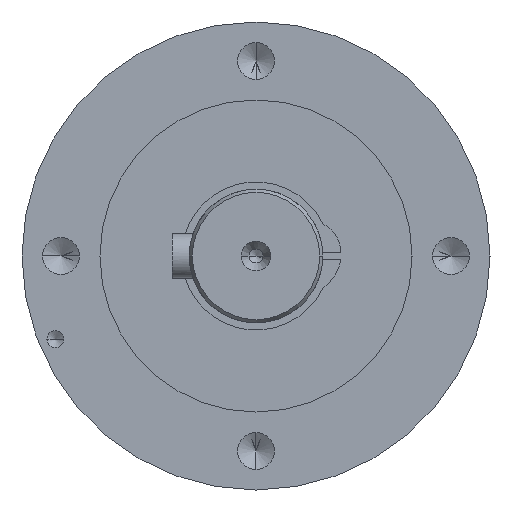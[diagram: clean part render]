
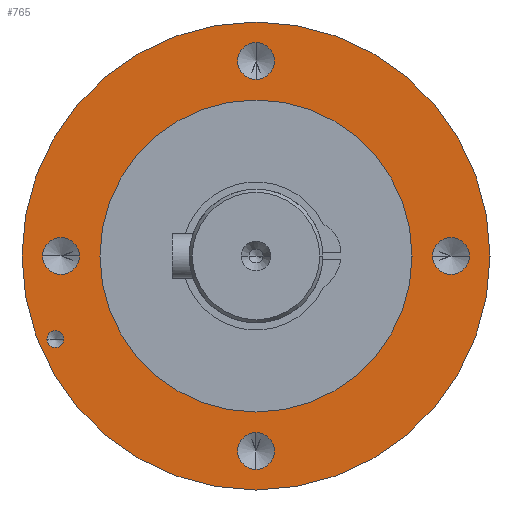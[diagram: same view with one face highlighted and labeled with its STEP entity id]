
A CAD part, left-side view. The second image highlights one B-rep face of the part: STEP entity #765.
In plain terms, the highlighted planar face has unit normal (-1, 0, 0).
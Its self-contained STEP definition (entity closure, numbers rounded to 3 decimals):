
#1=CARTESIAN_POINT('',(0.,0.,0.));
#2=DIRECTION('',(-1.,0.,0.));
#3=DIRECTION('',(0.,1.,0.));
#4=AXIS2_PLACEMENT_3D('',#1,#2,#3);
#6=CARTESIAN_POINT('',(0.,0.,0.));
#7=DIRECTION('',(1.,0.,0.));
#8=DIRECTION('',(0.,1.,0.));
#9=AXIS2_PLACEMENT_3D('',#6,#7,#8);
#11=CARTESIAN_POINT('',(0.,17.5,0.));
#12=DIRECTION('',(-1.,0.,0.));
#13=DIRECTION('',(0.,1.,0.));
#14=AXIS2_PLACEMENT_3D('',#11,#12,#13);
#16=CARTESIAN_POINT('',(0.,17.5,0.));
#17=DIRECTION('',(-1.,0.,0.));
#18=DIRECTION('',(0.,-1.,0.));
#19=AXIS2_PLACEMENT_3D('',#16,#17,#18);
#21=CARTESIAN_POINT('',(0.,0.,17.5));
#22=DIRECTION('',(-1.,0.,0.));
#23=DIRECTION('',(0.,0.,1.));
#24=AXIS2_PLACEMENT_3D('',#21,#22,#23);
#26=CARTESIAN_POINT('',(0.,0.,17.5));
#27=DIRECTION('',(-1.,0.,0.));
#28=DIRECTION('',(0.,0.,-1.));
#29=AXIS2_PLACEMENT_3D('',#26,#27,#28);
#31=CARTESIAN_POINT('',(0.,-17.5,0.));
#32=DIRECTION('',(-1.,0.,0.));
#33=DIRECTION('',(0.,-1.,0.));
#34=AXIS2_PLACEMENT_3D('',#31,#32,#33);
#36=CARTESIAN_POINT('',(0.,-17.5,0.));
#37=DIRECTION('',(-1.,0.,0.));
#38=DIRECTION('',(0.,1.,0.));
#39=AXIS2_PLACEMENT_3D('',#36,#37,#38);
#41=CARTESIAN_POINT('',(0.,0.,-17.5));
#42=DIRECTION('',(-1.,0.,0.));
#43=DIRECTION('',(0.,0.,-1.));
#44=AXIS2_PLACEMENT_3D('',#41,#42,#43);
#46=CARTESIAN_POINT('',(0.,0.,-17.5));
#47=DIRECTION('',(-1.,0.,0.));
#48=DIRECTION('',(0.,0.,1.));
#49=AXIS2_PLACEMENT_3D('',#46,#47,#48);
#51=CARTESIAN_POINT('',(0.,18.016,-7.462));
#52=DIRECTION('',(-1.,0.,0.));
#53=DIRECTION('',(0.,1.,0.));
#54=AXIS2_PLACEMENT_3D('',#51,#52,#53);
#56=CARTESIAN_POINT('',(0.,18.016,-7.462));
#57=DIRECTION('',(-1.,0.,0.));
#58=DIRECTION('',(0.,-1.,0.));
#59=AXIS2_PLACEMENT_3D('',#56,#57,#58);
#61=CARTESIAN_POINT('',(0.,0.,0.));
#62=DIRECTION('',(1.,0.,0.));
#63=DIRECTION('',(0.,1.,0.));
#64=AXIS2_PLACEMENT_3D('',#61,#62,#63);
#74=CARTESIAN_POINT('',(0.,0.,0.));
#75=DIRECTION('',(-1.,0.,0.));
#76=DIRECTION('',(0.,1.,0.));
#77=AXIS2_PLACEMENT_3D('',#74,#75,#76);
#571=CARTESIAN_POINT('',(0.,14.,0.));
#573=VERTEX_POINT('',#571);
#575=CARTESIAN_POINT('',(0.,-14.,0.));
#577=VERTEX_POINT('',#575);
#597=CARTESIAN_POINT('',(0.,19.15,0.));
#598=CARTESIAN_POINT('',(0.,15.85,0.));
#599=VERTEX_POINT('',#597);
#600=VERTEX_POINT('',#598);
#607=CARTESIAN_POINT('',(0.,0.,19.15));
#608=CARTESIAN_POINT('',(0.,0.,15.85));
#609=VERTEX_POINT('',#607);
#610=VERTEX_POINT('',#608);
#617=CARTESIAN_POINT('',(0.,-19.15,0.));
#618=CARTESIAN_POINT('',(0.,-15.85,0.));
#619=VERTEX_POINT('',#617);
#620=VERTEX_POINT('',#618);
#627=CARTESIAN_POINT('',(0.,0.,-19.15));
#628=CARTESIAN_POINT('',(0.,0.,-15.85));
#629=VERTEX_POINT('',#627);
#630=VERTEX_POINT('',#628);
#674=CARTESIAN_POINT('',(0.,21.,0.));
#675=CARTESIAN_POINT('',(0.,-21.,0.));
#676=VERTEX_POINT('',#674);
#677=VERTEX_POINT('',#675);
#706=CARTESIAN_POINT('',(0.,18.766,-7.462));
#707=CARTESIAN_POINT('',(0.,17.266,-7.462));
#708=VERTEX_POINT('',#706);
#709=VERTEX_POINT('',#707);
#718=CARTESIAN_POINT('',(0.,0.,0.));
#719=DIRECTION('',(1.,0.,0.));
#720=DIRECTION('',(0.,-1.,0.));
#721=AXIS2_PLACEMENT_3D('',#718,#719,#720);
#722=PLANE('',#721);
#724=ORIENTED_EDGE('',*,*,#723,.F.);
#726=ORIENTED_EDGE('',*,*,#725,.T.);
#727=EDGE_LOOP('',(#724,#726));
#728=FACE_OUTER_BOUND('',#727,.F.);
#730=ORIENTED_EDGE('',*,*,#729,.F.);
#732=ORIENTED_EDGE('',*,*,#731,.T.);
#733=EDGE_LOOP('',(#730,#732));
#734=FACE_BOUND('',#733,.F.);
#736=ORIENTED_EDGE('',*,*,#735,.T.);
#738=ORIENTED_EDGE('',*,*,#737,.T.);
#739=EDGE_LOOP('',(#736,#738));
#740=FACE_BOUND('',#739,.F.);
#742=ORIENTED_EDGE('',*,*,#741,.T.);
#744=ORIENTED_EDGE('',*,*,#743,.T.);
#745=EDGE_LOOP('',(#742,#744));
#746=FACE_BOUND('',#745,.F.);
#748=ORIENTED_EDGE('',*,*,#747,.T.);
#750=ORIENTED_EDGE('',*,*,#749,.T.);
#751=EDGE_LOOP('',(#748,#750));
#752=FACE_BOUND('',#751,.F.);
#754=ORIENTED_EDGE('',*,*,#753,.T.);
#756=ORIENTED_EDGE('',*,*,#755,.T.);
#757=EDGE_LOOP('',(#754,#756));
#758=FACE_BOUND('',#757,.F.);
#760=ORIENTED_EDGE('',*,*,#759,.T.);
#762=ORIENTED_EDGE('',*,*,#761,.T.);
#763=EDGE_LOOP('',(#760,#762));
#764=FACE_BOUND('',#763,.F.);
#5=CIRCLE('',#4,21.);
#10=CIRCLE('',#9,21.);
#15=CIRCLE('',#14,1.65);
#20=CIRCLE('',#19,1.65);
#25=CIRCLE('',#24,1.65);
#30=CIRCLE('',#29,1.65);
#35=CIRCLE('',#34,1.65);
#40=CIRCLE('',#39,1.65);
#45=CIRCLE('',#44,1.65);
#50=CIRCLE('',#49,1.65);
#55=CIRCLE('',#54,0.75);
#60=CIRCLE('',#59,0.75);
#65=CIRCLE('',#64,14.);
#78=CIRCLE('',#77,14.);
#723=EDGE_CURVE('',#676,#677,#5,.T.);
#725=EDGE_CURVE('',#676,#677,#10,.T.);
#729=EDGE_CURVE('',#573,#577,#65,.T.);
#731=EDGE_CURVE('',#573,#577,#78,.T.);
#735=EDGE_CURVE('',#599,#600,#15,.T.);
#737=EDGE_CURVE('',#600,#599,#20,.T.);
#741=EDGE_CURVE('',#609,#610,#25,.T.);
#743=EDGE_CURVE('',#610,#609,#30,.T.);
#747=EDGE_CURVE('',#619,#620,#35,.T.);
#749=EDGE_CURVE('',#620,#619,#40,.T.);
#753=EDGE_CURVE('',#629,#630,#45,.T.);
#755=EDGE_CURVE('',#630,#629,#50,.T.);
#759=EDGE_CURVE('',#708,#709,#55,.T.);
#761=EDGE_CURVE('',#709,#708,#60,.T.);
#765=ADVANCED_FACE('',(#728,#734,#740,#746,#752,#758,#764),#722,.F.);
